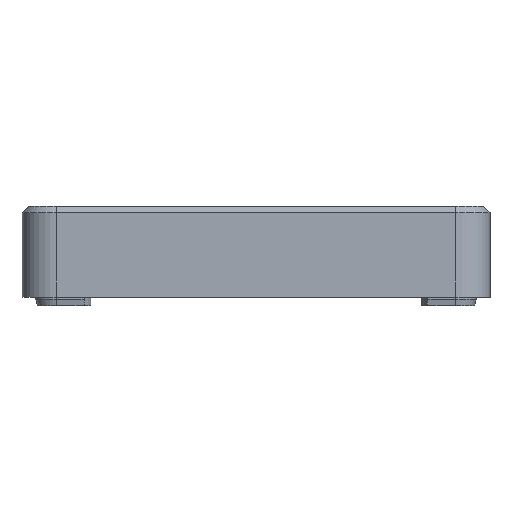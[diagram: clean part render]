
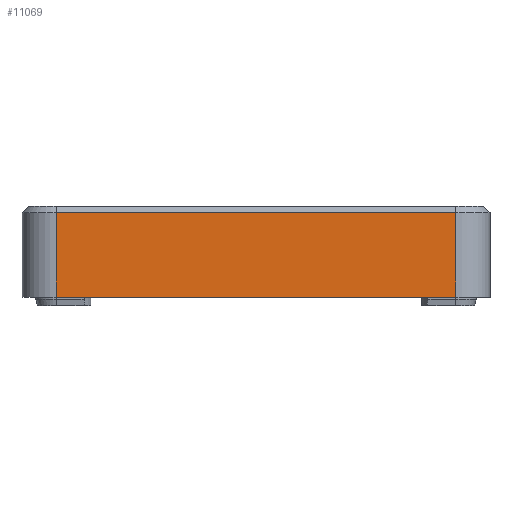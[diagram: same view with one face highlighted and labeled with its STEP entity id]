
A CAD part, left-side view. The second image highlights one B-rep face of the part: STEP entity #11069.
In plain terms, the highlighted planar face has unit normal (-1, 0, 0).
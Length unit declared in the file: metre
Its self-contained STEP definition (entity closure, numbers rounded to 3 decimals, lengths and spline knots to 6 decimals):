
#1342=ORIENTED_EDGE('',*,*,#4663,.T.);
#1343=ORIENTED_EDGE('',*,*,#4674,.T.);
#1344=ORIENTED_EDGE('',*,*,#4672,.F.);
#1345=ORIENTED_EDGE('',*,*,#4542,.F.);
#4542=EDGE_CURVE('',#6226,#6227,#7171,.T.);
#4663=EDGE_CURVE('',#6226,#6327,#7254,.T.);
#4672=EDGE_CURVE('',#6227,#6332,#7261,.T.);
#4674=EDGE_CURVE('',#6327,#6332,#7262,.T.);
#6226=VERTEX_POINT('',#15737);
#6227=VERTEX_POINT('',#15739);
#6327=VERTEX_POINT('',#15970);
#6332=VERTEX_POINT('',#15990);
#7171=LINE('',#15738,#8370);
#7254=LINE('',#15971,#8453);
#7261=LINE('',#15989,#8460);
#7262=LINE('',#15993,#8461);
#8370=VECTOR('',#12568,1.);
#8453=VECTOR('',#12749,1.);
#8460=VECTOR('',#12770,1.);
#8461=VECTOR('',#12775,1.);
#9374=EDGE_LOOP('',(#1342,#1343,#1344,#1345));
#10051=FACE_BOUND('',#9374,.T.);
#10685=PLANE('',#11768);
#11069=ADVANCED_FACE('',(#10051),#10685,.F.);
#11768=AXIS2_PLACEMENT_3D('',#15992,#12773,#12774);
#12568=DIRECTION('',(0.,1.,0.));
#12749=DIRECTION('',(0.,0.,1.));
#12770=DIRECTION('',(0.,0.,1.));
#12773=DIRECTION('',(1.,0.,0.));
#12774=DIRECTION('',(0.,0.,-1.));
#12775=DIRECTION('',(0.,1.,0.));
#15737=CARTESIAN_POINT('',(0.02025,0.004367,0.0072));
#15738=CARTESIAN_POINT('',(0.02025,0.033308,0.0072));
#15739=CARTESIAN_POINT('',(0.02025,0.06225,0.0072));
#15970=CARTESIAN_POINT('',(0.02025,0.004367,0.0194));
#15971=CARTESIAN_POINT('',(0.02025,0.004367,0.007198));
#15989=CARTESIAN_POINT('',(0.02025,0.06225,0.007198));
#15990=CARTESIAN_POINT('',(0.02025,0.06225,0.0194));
#15992=CARTESIAN_POINT('',(0.02025,0.033308,0.007198));
#15993=CARTESIAN_POINT('',(0.02025,0.06225,0.0194));
